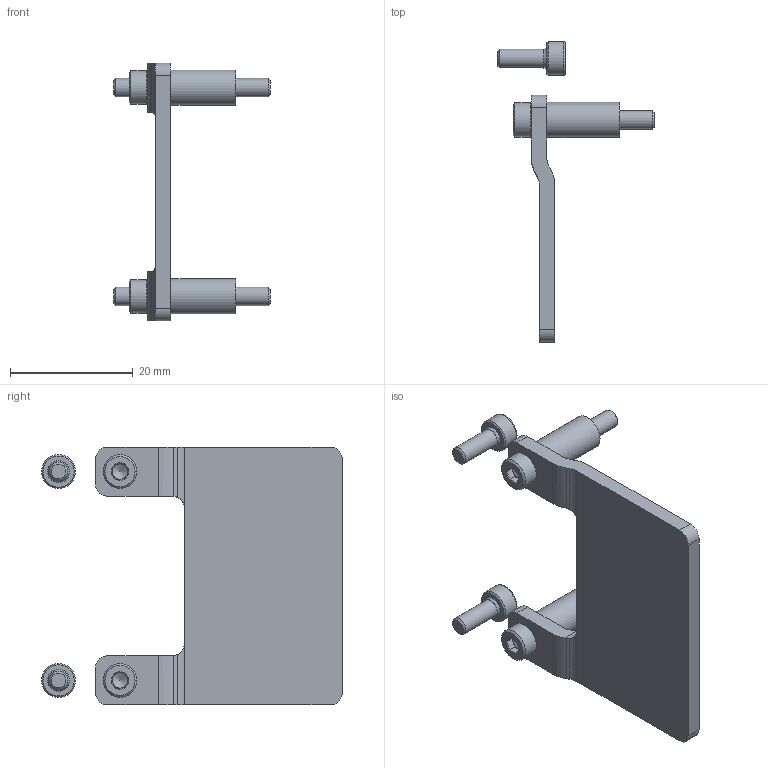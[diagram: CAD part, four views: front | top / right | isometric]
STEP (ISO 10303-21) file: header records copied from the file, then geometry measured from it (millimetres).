
FILE_DESCRIPTION(/* description */ ('STEP AP214'),/* implementation_level */ '2;1');
FILE_NAME(/* name */ '8197117_EAPM-E24-60-SLS',/* time_stamp */ '2024-08-21T02:53:16+02:00',/* author */ ('License CC BY-ND 4.0'),/* organization */ ('CADENAS'),/* preprocessor_version */ 'ST-DEVELOPER v19.3',/* originating_system */ 'PARTsolutions',/* authorisation */ ' ');
FILE_SCHEMA (('AUTOMOTIVE_DESIGN {1 0 10303 214 3 1 1}'));
Length unit declared in the file: millimetre
Products named in the file (5): 8197117 EAPM-E24-60-SLS---(400); 8196827 EAPM-E24-60-SLS---(400); ISO-4762 M3x20; 8196826 ELGD-5,7X3,4X10,25; ISO 14579 M3x8(F)
Assembly tree (7 placements, depth 2):
  8197117 EAPM-E24-60-SLS---(400)
    8196827 EAPM-E24-60-SLS---(400)
    ISO-4762 M3x20  x2
    8196826 ELGD-5,7X3,4X10,25  x2
    ISO 14579 M3x8(F)  x2
Bounding box: 25.5 x 48.95 x 42 mm (x, y, z)
Volume: 4271.4 mm3; surface area: 4793.3 mm2
Topology: 7 solids, 7 shells, 158 faces, 376 edges, 236 vertices
Faces by surface type: plane 58, cylinder 52, cone 42, torus 6
Full cylindrical faces by diameter (mm): 3 x4, 3.4 x4, 5.5 x4, 5.7 x2
Entity records: 2922 total; most frequent: CARTESIAN_POINT 618, DIRECTION 450, ORIENTED_EDGE 424, EDGE_CURVE 212, AXIS2_PLACEMENT_3D 176, VERTEX_POINT 148, FACE_BOUND 126, EDGE_LOOP 124
